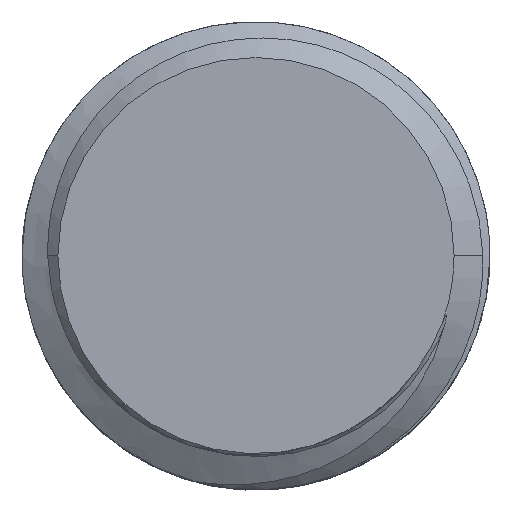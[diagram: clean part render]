
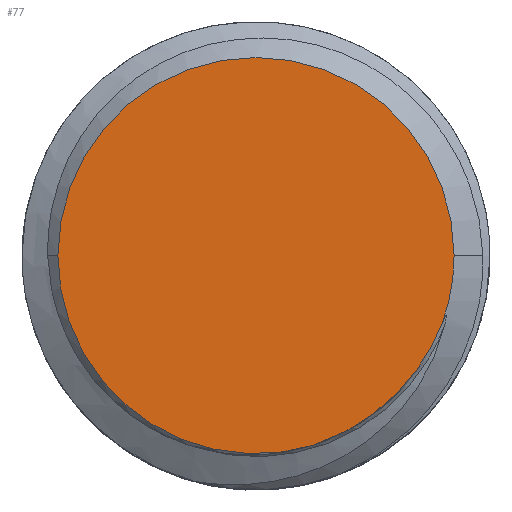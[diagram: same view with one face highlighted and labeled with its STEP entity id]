
A CAD part, top view. The second image highlights one B-rep face of the part: STEP entity #77.
In plain terms, the highlighted planar face has unit normal (0, 0, 1).
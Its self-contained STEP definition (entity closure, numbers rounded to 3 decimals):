
#77=ADVANCED_FACE('FACE20',(#132),#133,.F.);
#132=FACE_OUTER_BOUND('',#3331,.T.);
#133=PLANE('',#3332);
#3331=EDGE_LOOP('',(#3547,#3548,#3549,#3550));
#3332=AXIS2_PLACEMENT_3D('',#3551,#3552,#3553);
#3547=ORIENTED_EDGE('',*,*,#3621,.T.);
#3548=ORIENTED_EDGE('',*,*,#3615,.F.);
#3549=ORIENTED_EDGE('',*,*,#3628,.F.);
#3550=ORIENTED_EDGE('',*,*,#3613,.F.);
#3551=CARTESIAN_POINT('',(0.,0.,175.593));
#3552=DIRECTION('',(0.,0.,-1.0));
#3553=DIRECTION('',(0.,-1.0,0.));
#3613=EDGE_CURVE('',#3729,#3725,#3731,.T.);
#3615=EDGE_CURVE('',#3732,#3735,#3736,.T.);
#3621=EDGE_CURVE('',#3729,#3735,#3744,.T.);
#3628=EDGE_CURVE('',#3725,#3732,#3751,.T.);
#3725=VERTEX_POINT('',#4585);
#3729=VERTEX_POINT('',#4621);
#3731=CIRCLE('',#4628,8.466);
#3732=VERTEX_POINT('',#4629);
#3735=VERTEX_POINT('',#4633);
#3736=CIRCLE('',#4634,8.466);
#3744=B_SPLINE_CURVE_WITH_KNOTS('',3,(#5222,#5223,#5224,#5225,#5226,#5227,#5228,#5229,#5230,#5231,#5232,#5233),.UNSPECIFIED.,.F.,.F.,(4,2,2,2,2,4),(0.0,3.957,6.883,9.866,12.711,17.71),.UNSPECIFIED.);
#3751=CIRCLE('',#5830,8.466);
#4585=CARTESIAN_POINT('',(-8.466,0.,175.593));
#4621=CARTESIAN_POINT('',(2.464,-8.1,175.593));
#4628=AXIS2_PLACEMENT_3D('',#5864,#5865,#5866);
#4629=CARTESIAN_POINT('',(8.466,0.,175.593));
#4633=CARTESIAN_POINT('',(7.971,-2.853,175.593));
#4634=AXIS2_PLACEMENT_3D('',#5868,#5869,#5870);
#5222=CARTESIAN_POINT('',(0.64,-8.516,175.593));
#5223=CARTESIAN_POINT('',(1.948,-8.347,175.593));
#5224=CARTESIAN_POINT('',(2.977,-7.957,175.593));
#5225=CARTESIAN_POINT('',(4.335,-7.253,175.593));
#5226=CARTESIAN_POINT('',(4.877,-6.893,175.593));
#5227=CARTESIAN_POINT('',(5.883,-6.051,175.593));
#5228=CARTESIAN_POINT('',(6.342,-5.571,175.593));
#5229=CARTESIAN_POINT('',(7.126,-4.542,175.593));
#5230=CARTESIAN_POINT('',(7.454,-4.001,175.593));
#5231=CARTESIAN_POINT('',(8.197,-2.424,175.593));
#5232=CARTESIAN_POINT('',(8.409,-1.498,175.593));
#5233=CARTESIAN_POINT('',(8.516,-0.806,175.593));
#5830=AXIS2_PLACEMENT_3D('',#5874,#5875,#5876);
#5864=CARTESIAN_POINT('',(0.,0.,175.593));
#5865=DIRECTION('',(0.,0.,-1.0));
#5866=DIRECTION('',(1.0,0.0,0.));
#5868=CARTESIAN_POINT('',(0.,0.,175.593));
#5869=DIRECTION('',(0.,0.,-1.0));
#5870=DIRECTION('',(1.0,0.0,0.));
#5874=CARTESIAN_POINT('',(0.,0.,175.593));
#5875=DIRECTION('',(0.,0.,-1.0));
#5876=DIRECTION('',(1.0,0.0,0.));
